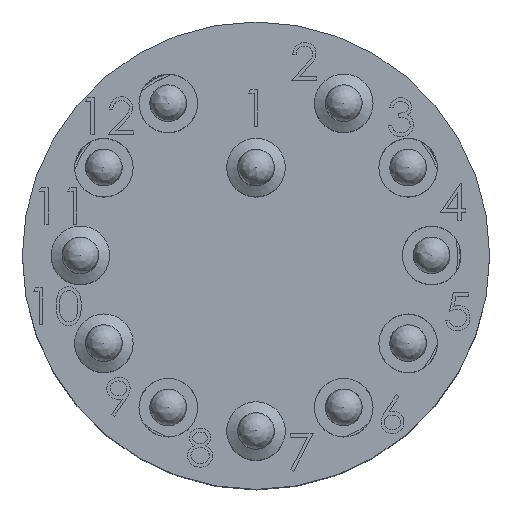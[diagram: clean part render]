
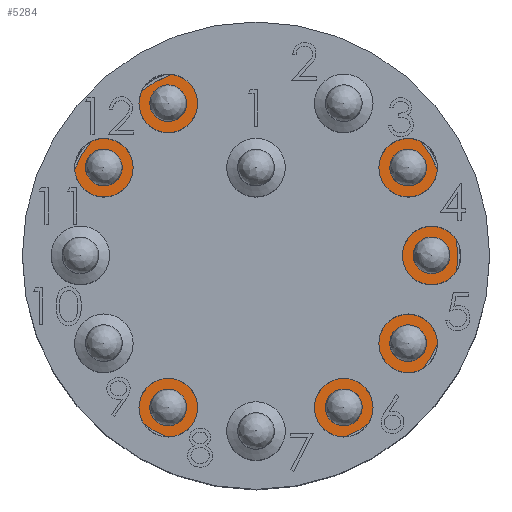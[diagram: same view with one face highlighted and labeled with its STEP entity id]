
A CAD part, top view. The second image highlights one B-rep face of the part: STEP entity #5284.
In plain terms, the highlighted planar face has unit normal (0, 0, -1).
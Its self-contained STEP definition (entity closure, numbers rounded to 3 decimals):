
#289=FACE_BOUND('',#1661,.T.);
#1348=FACE_OUTER_BOUND('',#1660,.T.);
#1660=EDGE_LOOP('',(#4516,#4517));
#1661=EDGE_LOOP('',(#4518,#4519));
#1866=CIRCLE('',#5663,10.947);
#1867=CIRCLE('',#5664,10.947);
#1883=CIRCLE('',#5686,6.35);
#1884=CIRCLE('',#5687,6.35);
#2382=VERTEX_POINT('',#13540);
#2383=VERTEX_POINT('',#13542);
#2396=VERTEX_POINT('',#13580);
#2397=VERTEX_POINT('',#13581);
#3099=EDGE_CURVE('',#2383,#2382,#1866,.T.);
#3100=EDGE_CURVE('',#2382,#2383,#1867,.T.);
#3118=EDGE_CURVE('',#2396,#2397,#1883,.T.);
#3119=EDGE_CURVE('',#2397,#2396,#1884,.T.);
#4516=ORIENTED_EDGE('',*,*,#3099,.T.);
#4517=ORIENTED_EDGE('',*,*,#3100,.T.);
#4518=ORIENTED_EDGE('',*,*,#3118,.T.);
#4519=ORIENTED_EDGE('',*,*,#3119,.T.);
#4739=PLANE('',#5689);
#5284=ADVANCED_FACE('',(#1348,#289),#4739,.F.);
#5663=AXIS2_PLACEMENT_3D('',#13543,#6762,#6763);
#5664=AXIS2_PLACEMENT_3D('',#13544,#6764,#6765);
#5686=AXIS2_PLACEMENT_3D('',#13582,#6810,#6811);
#5687=AXIS2_PLACEMENT_3D('',#13583,#6812,#6813);
#5689=AXIS2_PLACEMENT_3D('',#13587,#6818,#6819);
#6762=DIRECTION('center_axis',(0.,0.,
-1.));
#6763=DIRECTION('ref_axis',(-1.,0.,0.));
#6764=DIRECTION('center_axis',(0.,0.,
-1.));
#6765=DIRECTION('ref_axis',(-1.,0.,0.));
#6810=DIRECTION('center_axis',(0.,0.,
1.));
#6811=DIRECTION('ref_axis',(-1.,0.,0.));
#6812=DIRECTION('center_axis',(0.,0.,
1.));
#6813=DIRECTION('ref_axis',(-1.,0.,0.));
#6818=DIRECTION('center_axis',(0.,0.,
1.));
#6819=DIRECTION('ref_axis',(-1.,0.,0.));
#13540=CARTESIAN_POINT('',(10.947,0.,-15.875));
#13542=CARTESIAN_POINT('',(-10.947,0.,-15.875));
#13543=CARTESIAN_POINT('Origin',(0.,0.,
-15.875));
#13544=CARTESIAN_POINT('Origin',(0.,0.,
-15.875));
#13580=CARTESIAN_POINT('',(-6.35,0.,-15.875));
#13581=CARTESIAN_POINT('',(6.35,0.,-15.875));
#13582=CARTESIAN_POINT('Origin',(0.,0.,
-15.875));
#13583=CARTESIAN_POINT('Origin',(0.,0.,
-15.875));
#13587=CARTESIAN_POINT('Origin',(0.,-11.074,-15.875));
